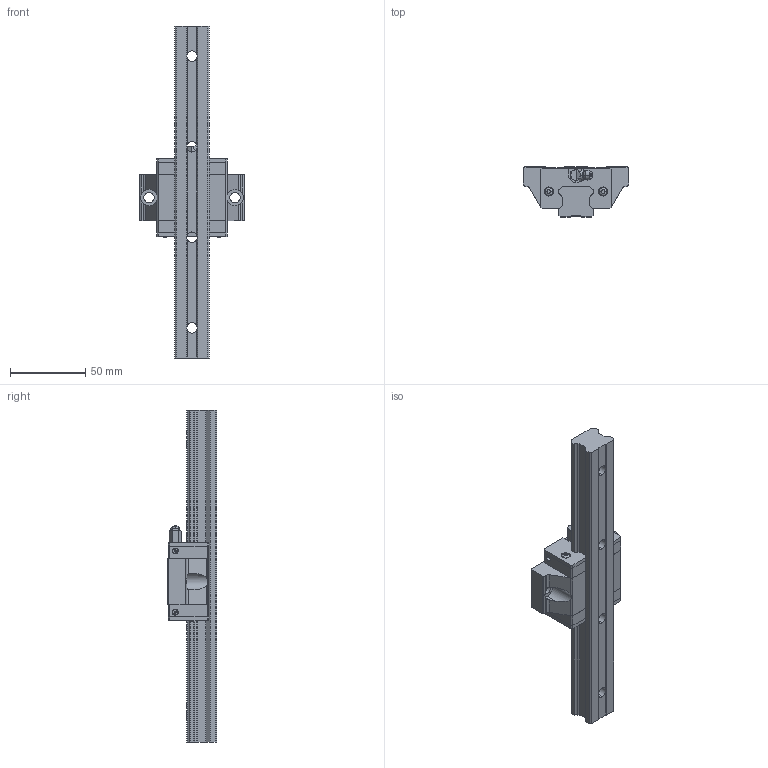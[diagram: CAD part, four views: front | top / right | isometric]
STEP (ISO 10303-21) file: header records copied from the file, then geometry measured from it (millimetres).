
FILE_DESCRIPTION (( 'STEP AP203' ), '1' );
FILE_NAME ('SBI 25 FV.STEP', '2016-11-25T02:32:15', ( 'user' ), ( 'Microsoft' ), 'SwSTEP 2.0', 'SolidWorks 2013', '' );
FILE_SCHEMA (( 'CONFIG_CONTROL_DESIGN' ));
Length unit declared in the file: millimetre
Products named in the file (7): DEFAULT_2; DEFAULT_3; DEFAULT_4; DEFAULT_5; A2N; DEFAULT_1; SBI 25 FV
Assembly tree (11 placements, depth 2):
  SBI 25 FV
    DEFAULT_1
    DEFAULT_2
    DEFAULT_3  x2
    DEFAULT_4  x2
    DEFAULT_5  x4
    A2N
Bounding box: 70 x 33 x 220 mm (x, y, z)
Volume: 143985.4 mm3; surface area: 45403.6 mm2
Topology: 11 solids, 11 shells, 436 faces, 1136 edges, 732 vertices
Faces by surface type: plane 258, cylinder 122, cone 25, bspline 23, torus 8
Entity records: 10150 total; most frequent: CARTESIAN_POINT 2066, ORIENTED_EDGE 1524, DIRECTION 1487, EDGE_CURVE 762, VECTOR 503, LINE 503, VERTEX_POINT 496, AXIS2_PLACEMENT_3D 492
